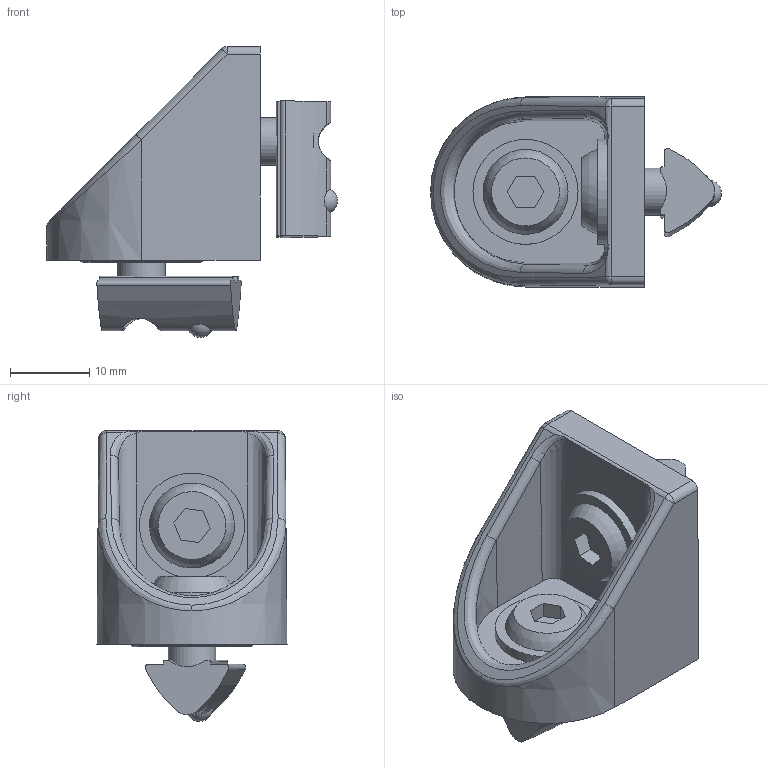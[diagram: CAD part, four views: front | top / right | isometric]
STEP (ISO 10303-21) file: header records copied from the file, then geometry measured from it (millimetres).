
FILE_DESCRIPTION(/* description */ (''),/* implementation_level */ '2;1');
FILE_NAME(/* name */ '10452_KriTec_Gelenkwinkel_6_Satz.stp',/* time_stamp */ '2020-04-02T11:12:49+02:00',/* author */ ('Nell'),/* organization */ (''),/* preprocessor_version */ 'ST-DEVELOPER v17',/* originating_system */ 'Autodesk Inventor 2018',/* authorisation */ '');
FILE_SCHEMA (('AUTOMOTIVE_DESIGN { 1 0 10303 214 3 1 1 }'));
Length unit declared in the file: millimetre
Products named in the file (5): 10452_KriTec_Gelenkwinkel_6_Satz; 10452a; 10452bb; 10356; 11741
Assembly tree (6 placements, depth 2):
  10452_KriTec_Gelenkwinkel_6_Satz
    10452a
    10452bb
    10356  x2
    11741  x2
Bounding box: 36.75 x 24 x 36.75 mm (x, y, z)
Volume: 9127.2 mm3; surface area: 6828.3 mm2
Topology: 6 solids, 6 shells, 123 faces, 342 edges, 233 vertices
Faces by surface type: plane 56, cylinder 41, cone 11, bspline 7, sphere 6, torus 2
Full cylindrical faces by diameter (mm): 4.917 x2, 6 x2, 6.5 x1, 7 x1, 10.4 x1, 10.5 x1, 13.27 x2, 15.4 x1, 15.5 x1
Entity records: 4147 total; most frequent: CARTESIAN_POINT 1763, DIRECTION 480, ORIENTED_EDGE 460, EDGE_CURVE 230, AXIS2_PLACEMENT_3D 189, VERTEX_POINT 157, LINE 102, VECTOR 102
